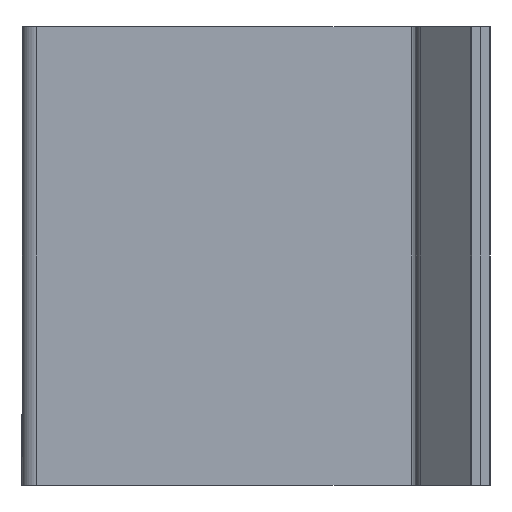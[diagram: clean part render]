
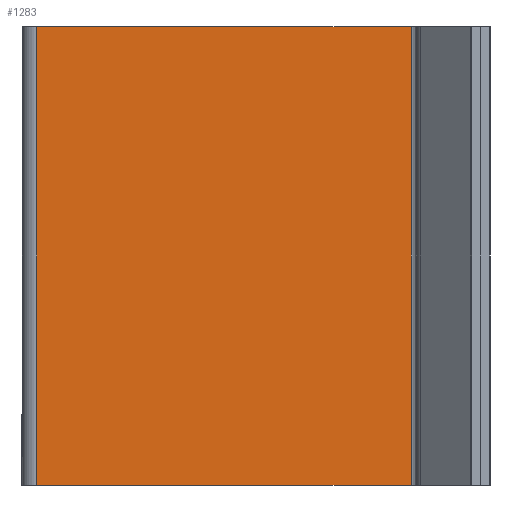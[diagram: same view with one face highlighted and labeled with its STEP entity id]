
A CAD part, left-side view. The second image highlights one B-rep face of the part: STEP entity #1283.
In plain terms, the highlighted planar face has unit normal (-1, 0, 0).
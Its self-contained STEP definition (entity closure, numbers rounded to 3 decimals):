
#10 = EDGE_LOOP ( 'NONE', ( #1248, #490, #565, #784 ) ) ;
#47 = VERTEX_POINT ( 'NONE', #1660 ) ;
#85 = CARTESIAN_POINT ( 'NONE',  ( -126.5, 48.4, 50. ) ) ;
#170 = VERTEX_POINT ( 'NONE', #828 ) ;
#188 = AXIS2_PLACEMENT_3D ( 'NONE', #693, #240, #549 ) ;
#214 = PLANE ( 'NONE',  #188 ) ;
#221 = VERTEX_POINT ( 'NONE', #1259 ) ;
#240 = DIRECTION ( 'NONE',  ( -1., 0., 0. ) ) ;
#265 = FACE_OUTER_BOUND ( 'NONE', #10, .T. ) ;
#274 = EDGE_CURVE ( 'NONE', #47, #170, #1093, .T. ) ;
#316 = DIRECTION ( 'NONE',  ( 0., -1., 0. ) ) ;
#438 = EDGE_CURVE ( 'NONE', #1471, #47, #1892, .T. ) ;
#475 = CARTESIAN_POINT ( 'NONE',  ( -126.5, 7.6, 50. ) ) ;
#490 = ORIENTED_EDGE ( 'NONE', *, *, #1474, .F. ) ;
#549 = DIRECTION ( 'NONE',  ( 0., 0., 1. ) ) ;
#565 = ORIENTED_EDGE ( 'NONE', *, *, #1362, .F. ) ;
#595 = DIRECTION ( 'NONE',  ( 0., 0., 1. ) ) ;
#603 = VECTOR ( 'NONE', #595, 1000. ) ;
#629 = DIRECTION ( 'NONE',  ( 0., 0., -1. ) ) ;
#631 = VECTOR ( 'NONE', #316, 1000. ) ;
#693 = CARTESIAN_POINT ( 'NONE',  ( -126.5, 49., 50. ) ) ;
#733 = LINE ( 'NONE', #1419, #631 ) ;
#784 = ORIENTED_EDGE ( 'NONE', *, *, #274, .F. ) ;
#828 = CARTESIAN_POINT ( 'NONE',  ( -126.5, 48.4, 0. ) ) ;
#994 = LINE ( 'NONE', #85, #603 ) ;
#1093 = LINE ( 'NONE', #1687, #1608 ) ;
#1248 = ORIENTED_EDGE ( 'NONE', *, *, #438, .F. ) ;
#1259 = CARTESIAN_POINT ( 'NONE',  ( -126.5, 48.4, 50. ) ) ;
#1283 = ADVANCED_FACE ( 'NONE', ( #265 ), #214, .T. ) ;
#1362 = EDGE_CURVE ( 'NONE', #170, #221, #994, .T. ) ;
#1419 = CARTESIAN_POINT ( 'NONE',  ( -126.5, 49., 50. ) ) ;
#1471 = VERTEX_POINT ( 'NONE', #475 ) ;
#1474 = EDGE_CURVE ( 'NONE', #221, #1471, #733, .T. ) ;
#1559 = VECTOR ( 'NONE', #629, 1000. ) ;
#1608 = VECTOR ( 'NONE', #1726, 1000. ) ;
#1660 = CARTESIAN_POINT ( 'NONE',  ( -126.5, 7.6, 0. ) ) ;
#1687 = CARTESIAN_POINT ( 'NONE',  ( -126.5, 49., 0. ) ) ;
#1726 = DIRECTION ( 'NONE',  ( 0., 1., 0. ) ) ;
#1892 = LINE ( 'NONE', #1975, #1559 ) ;
#1975 = CARTESIAN_POINT ( 'NONE',  ( -126.5, 7.6, 0. ) ) ;
